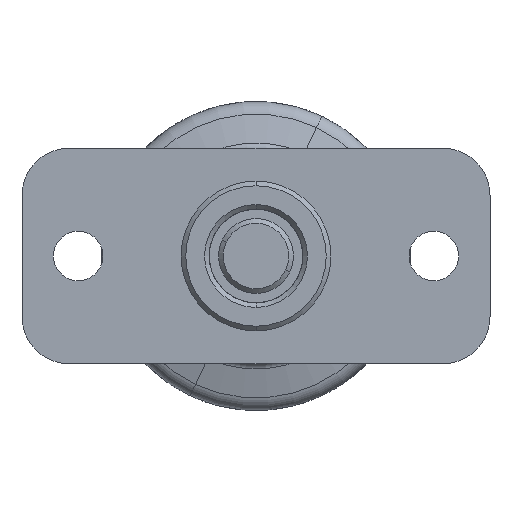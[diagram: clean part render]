
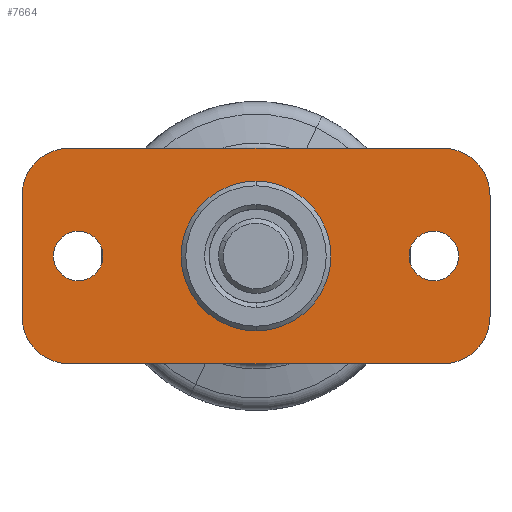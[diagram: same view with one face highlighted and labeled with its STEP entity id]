
A CAD part, front view. The second image highlights one B-rep face of the part: STEP entity #7664.
In plain terms, the highlighted planar face has unit normal (0, -1, 0).
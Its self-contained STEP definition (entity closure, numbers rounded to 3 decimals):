
#31=FACE_BOUND($,#1441,.T.);
#32=FACE_BOUND($,#1442,.T.);
#33=FACE_BOUND($,#1443,.T.);
#320=PLANE($,#8443);
#993=FACE_OUTER_BOUND($,#1440,.T.);
#1440=EDGE_LOOP($,(#6701,#6702,#6703,#6704,#6705,#6706,#6707,#6708));
#1441=EDGE_LOOP($,(#6709,#6710));
#1442=EDGE_LOOP($,(#6711,#6712));
#1443=EDGE_LOOP($,(#6713,#6714));
#1970=LINE($,#13359,#2501);
#1975=LINE($,#13372,#2506);
#1979=LINE($,#13384,#2510);
#1984=LINE($,#13399,#2515);
#2501=VECTOR($,#10472,13.);
#2506=VECTOR($,#10485,40.);
#2510=VECTOR($,#10497,13.);
#2515=VECTOR($,#10514,40.);
#2808=CIRCLE($,#8356,2.65);
#2812=CIRCLE($,#8363,2.65);
#2817=CIRCLE($,#8371,8.);
#2843=CIRCLE($,#8426,5.);
#2845=CIRCLE($,#8430,5.);
#2847=CIRCLE($,#8434,5.);
#2851=CIRCLE($,#8442,5.);
#2852=CIRCLE($,#8444,2.65);
#2853=CIRCLE($,#8445,2.65);
#2854=CIRCLE($,#8446,8.);
#3441=VERTEX_POINT($,#13115);
#3442=VERTEX_POINT($,#13116);
#3449=VERTEX_POINT($,#13136);
#3450=VERTEX_POINT($,#13137);
#3459=VERTEX_POINT($,#13160);
#3460=VERTEX_POINT($,#13162);
#3501=VERTEX_POINT($,#13356);
#3502=VERTEX_POINT($,#13358);
#3504=VERTEX_POINT($,#13364);
#3506=VERTEX_POINT($,#13371);
#3508=VERTEX_POINT($,#13377);
#3510=VERTEX_POINT($,#13383);
#3512=VERTEX_POINT($,#13389);
#3514=VERTEX_POINT($,#13398);
#4471=EDGE_CURVE($,#3441,#3442,#2808,.T.);
#4481=EDGE_CURVE($,#3449,#3450,#2812,.T.);
#4493=EDGE_CURVE($,#3459,#3460,#2817,.T.);
#4559=EDGE_CURVE($,#3502,#3501,#1970,.T.);
#4562=EDGE_CURVE($,#3504,#3502,#2843,.T.);
#4566=EDGE_CURVE($,#3506,#3504,#1975,.T.);
#4569=EDGE_CURVE($,#3508,#3506,#2845,.T.);
#4572=EDGE_CURVE($,#3510,#3508,#1979,.T.);
#4575=EDGE_CURVE($,#3512,#3510,#2847,.T.);
#4580=EDGE_CURVE($,#3514,#3512,#1984,.T.);
#4584=EDGE_CURVE($,#3501,#3514,#2851,.T.);
#4585=EDGE_CURVE($,#3442,#3441,#2852,.T.);
#4586=EDGE_CURVE($,#3450,#3449,#2853,.T.);
#4587=EDGE_CURVE($,#3460,#3459,#2854,.T.);
#6701=ORIENTED_EDGE($,*,*,#4584,.T.);
#6702=ORIENTED_EDGE($,*,*,#4580,.T.);
#6703=ORIENTED_EDGE($,*,*,#4575,.T.);
#6704=ORIENTED_EDGE($,*,*,#4572,.T.);
#6705=ORIENTED_EDGE($,*,*,#4569,.T.);
#6706=ORIENTED_EDGE($,*,*,#4566,.T.);
#6707=ORIENTED_EDGE($,*,*,#4562,.T.);
#6708=ORIENTED_EDGE($,*,*,#4559,.T.);
#6709=ORIENTED_EDGE($,*,*,#4585,.T.);
#6710=ORIENTED_EDGE($,*,*,#4471,.T.);
#6711=ORIENTED_EDGE($,*,*,#4586,.T.);
#6712=ORIENTED_EDGE($,*,*,#4481,.T.);
#6713=ORIENTED_EDGE($,*,*,#4587,.F.);
#6714=ORIENTED_EDGE($,*,*,#4493,.F.);
#7664=ADVANCED_FACE($,(#993,#31,#32,#33),#320,.F.);
#8356=AXIS2_PLACEMENT_3D($,#13117,#10294,#10295);
#8363=AXIS2_PLACEMENT_3D($,#13138,#10314,#10315);
#8371=AXIS2_PLACEMENT_3D($,#13163,#10337,#10338);
#8426=AXIS2_PLACEMENT_3D($,#13365,#10478,#10479);
#8430=AXIS2_PLACEMENT_3D($,#13378,#10491,#10492);
#8434=AXIS2_PLACEMENT_3D($,#13390,#10503,#10504);
#8442=AXIS2_PLACEMENT_3D($,#13405,#10524,#10525);
#8443=AXIS2_PLACEMENT_3D($,#13406,#10526,#10527);
#8444=AXIS2_PLACEMENT_3D($,#13407,#10528,#10529);
#8445=AXIS2_PLACEMENT_3D($,#13408,#10530,#10531);
#8446=AXIS2_PLACEMENT_3D($,#13409,#10532,#10533);
#10294=DIRECTION('center_axis',(0.,1.,0.));
#10295=DIRECTION('ref_axis',(0.,0.,-1.));
#10314=DIRECTION('center_axis',(0.,1.,0.));
#10315=DIRECTION('ref_axis',(0.,0.,1.));
#10337=DIRECTION('center_axis',(0.,-1.,0.));
#10338=DIRECTION('ref_axis',(0.,0.,1.));
#10472=DIRECTION($,(0.,0.,1.));
#10478=DIRECTION('center_axis',(0.,-1.,0.));
#10479=DIRECTION('ref_axis',(0.,0.,1.));
#10485=DIRECTION($,(1.,0.,0.));
#10491=DIRECTION('center_axis',(0.,-1.,0.));
#10492=DIRECTION('ref_axis',(0.,0.,1.));
#10497=DIRECTION($,(0.,0.,-1.));
#10503=DIRECTION('center_axis',(0.,-1.,0.));
#10504=DIRECTION('ref_axis',(0.,0.,1.));
#10514=DIRECTION($,(-1.,0.,0.));
#10524=DIRECTION('center_axis',(0.,-1.,0.));
#10525=DIRECTION('ref_axis',(0.,0.,1.));
#10526=DIRECTION('center_axis',(0.,1.,0.));
#10527=DIRECTION('ref_axis',(1.,0.,0.));
#10528=DIRECTION('center_axis',(0.,1.,0.));
#10529=DIRECTION('ref_axis',(0.,0.,-1.));
#10530=DIRECTION('center_axis',(0.,1.,0.));
#10531=DIRECTION('ref_axis',(0.,0.,1.));
#10532=DIRECTION('center_axis',(0.,-1.,0.));
#10533=DIRECTION('ref_axis',(0.,0.,1.));
#13115=CARTESIAN_POINT('',(19.,2.5,2.65));
#13116=CARTESIAN_POINT('',(19.,2.5,-2.65));
#13117=CARTESIAN_POINT('Origin',(19.,2.5,0.));
#13136=CARTESIAN_POINT('',(-19.,2.5,-2.65));
#13137=CARTESIAN_POINT('',(-19.,2.5,2.65));
#13138=CARTESIAN_POINT('Origin',(-19.,2.5,0.));
#13160=CARTESIAN_POINT('',(0.,2.5,-8.));
#13162=CARTESIAN_POINT('',(0.,2.5,8.));
#13163=CARTESIAN_POINT('Origin',(0.,2.5,0.));
#13356=CARTESIAN_POINT('',(25.,2.5,6.5));
#13358=CARTESIAN_POINT('',(25.,2.5,-6.5));
#13359=CARTESIAN_POINT($,(25.,2.5,-6.5));
#13364=CARTESIAN_POINT('',(20.,2.5,-11.5));
#13365=CARTESIAN_POINT('Origin',(20.,2.5,-6.5));
#13371=CARTESIAN_POINT('',(-20.,2.5,-11.5));
#13372=CARTESIAN_POINT($,(-20.,2.5,-11.5));
#13377=CARTESIAN_POINT('',(-25.,2.5,-6.5));
#13378=CARTESIAN_POINT('Origin',(-20.,2.5,-6.5));
#13383=CARTESIAN_POINT('',(-25.,2.5,6.5));
#13384=CARTESIAN_POINT($,(-25.,2.5,-6.5));
#13389=CARTESIAN_POINT('',(-20.,2.5,11.5));
#13390=CARTESIAN_POINT('Origin',(-20.,2.5,6.5));
#13398=CARTESIAN_POINT('',(20.,2.5,11.5));
#13399=CARTESIAN_POINT($,(-20.,2.5,11.5));
#13405=CARTESIAN_POINT('Origin',(20.,2.5,6.5));
#13406=CARTESIAN_POINT('Origin',(20.,2.5,6.5));
#13407=CARTESIAN_POINT('Origin',(19.,2.5,0.));
#13408=CARTESIAN_POINT('Origin',(-19.,2.5,0.));
#13409=CARTESIAN_POINT('Origin',(0.,2.5,0.));
